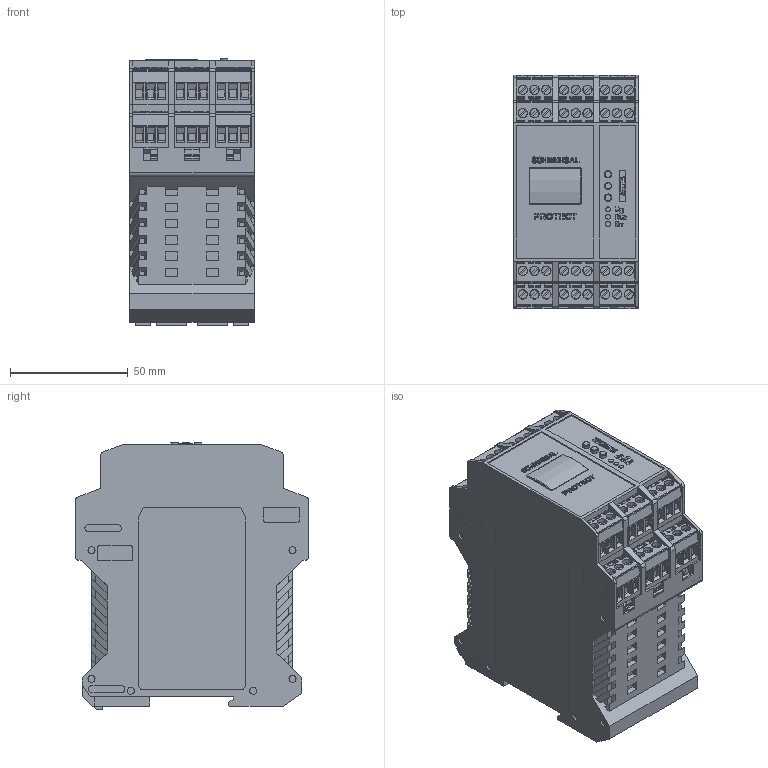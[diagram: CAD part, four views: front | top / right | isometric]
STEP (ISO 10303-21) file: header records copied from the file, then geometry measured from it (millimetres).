
FILE_DESCRIPTION (( 'STEP AP214' ), '1' );
FILE_NAME ('PROTECT-SELECT-SK-AD_REV2.STEP', '2024-10-17T10:23:00', ( '' ), ( '' ), 'SwSTEP 2.0', 'SolidWorks 2023', '' );
FILE_SCHEMA (( 'AUTOMOTIVE_DESIGN' ));
Length unit declared in the file: inch
Products named in the file (1): PROTECT-SELECT-SK-AD_REV2
Bounding box: 52.8 x 99 x 113.5 mm (x, y, z)
Volume: 487051 mm3; surface area: 76197.7 mm2
Topology: 13 solids, 25 shells, 3525 faces, 9292 edges, 6061 vertices
Faces by surface type: plane 2823, cylinder 535, bspline 154, cone 11, torus 2
Full cylindrical faces by diameter (mm): 1.4 x36, 2 x7, 2.1 x3, 2.8 x36, 3 x12, 3.2 x3, 3.783 x36, 4 x36
Entity records: 109500 total; most frequent: CARTESIAN_POINT 23899, ORIENTED_EDGE 18142, DIRECTION 16243, EDGE_CURVE 9071, LINE 7429, VECTOR 7429, VERTEX_POINT 6015, AXIS2_PLACEMENT_3D 4407
